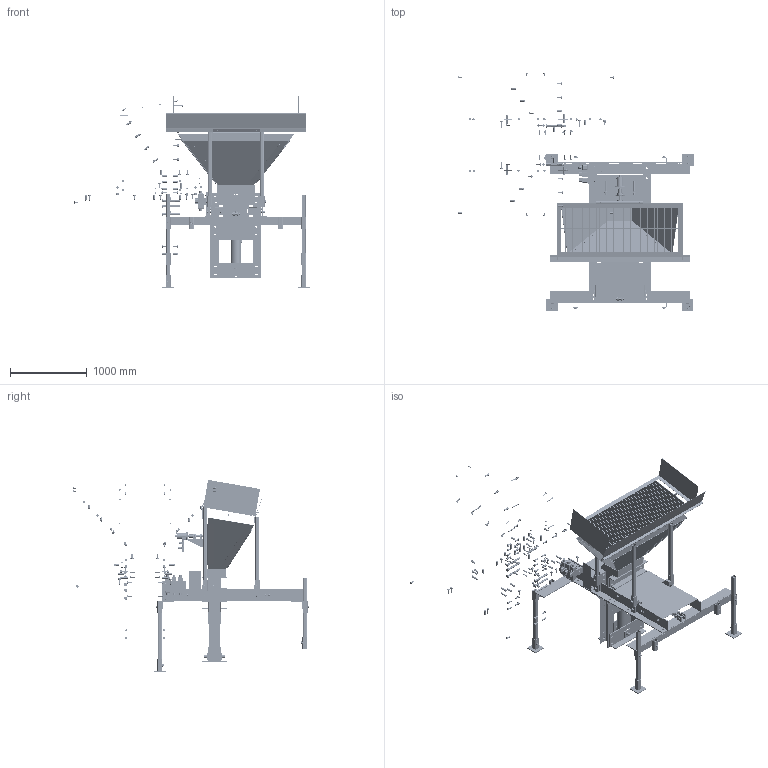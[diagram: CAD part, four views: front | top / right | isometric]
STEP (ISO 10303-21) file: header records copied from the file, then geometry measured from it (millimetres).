
FILE_DESCRIPTION(/* description */ ('Alibre Inc.'),/* implementation_level */ '2;1');
FILE_NAME(/* name */ 'export0',/* time_stamp */ '2014-04-09T12:14:42-05:00',/* author */ (''),/* organization */ (''),/* preprocessor_version */ 'ST-DEVELOPER v14',/* originating_system */ 'Alibre',/* authorisation */ '');
FILE_SCHEMA (('CONFIG_CONTROL_DESIGN'));
Products named in the file (170): ID_1; ID_2; ID_3; ID_4; ID_5; ID_6; ID_7; ID_8; ID_9; ID_10; ID_11; ID_12; ID_13; ID_14; ID_15; ID_16; ID_17; ID_18; ID_19; ID_20; ID_21; ID_22; 97245A521; ID_23; ID_24; ID_25; ID_26; ID_27; ID_28; ID_29; ID_30; ID_31; ID_32; ID_33; ID_34; ID_35; ID_36; ID_37; ID_38; ID_39 ...
Bounding box: 3061.84 x 3094.09 x 2503.95 mm (x, y, z)
Volume: 183573654.3 mm3; surface area: 53063474.9 mm2
Topology: 737 solids, 737 shells, 12447 faces, 29909 edges, 19223 vertices
Faces by surface type: plane 8258, cylinder 2248, cone 1806, torus 75, bspline 52, sphere 8
Full cylindrical faces by diameter (mm): 6.35 x4, 8.001 x4, 10.356 x10, 12.7 x14, 13.244 x16, 13.494 x32, 13.619 x4, 14.287 x6, 14.288 x2, 15.875 x16, 16.256 x2, 19.05 x8, 19.304 x2, 20.32 x6, 20.637 x20, 20.638 x34, 22.225 x4, 22.454 x4, 25.4 x74, 25.527 x30, 26.67 x4, 27.94 x4, 31.75 x8, 34.925 x8, 53.975 x2
Entity records: 159878 total; most frequent: CARTESIAN_POINT 34798, ORIENTED_EDGE 19876, DIRECTION 18226, EDGE_CURVE 9937, AXIS2_PLACEMENT_3D 6941, VECTOR 6758, LINE 6758, VERTEX_POINT 6567
